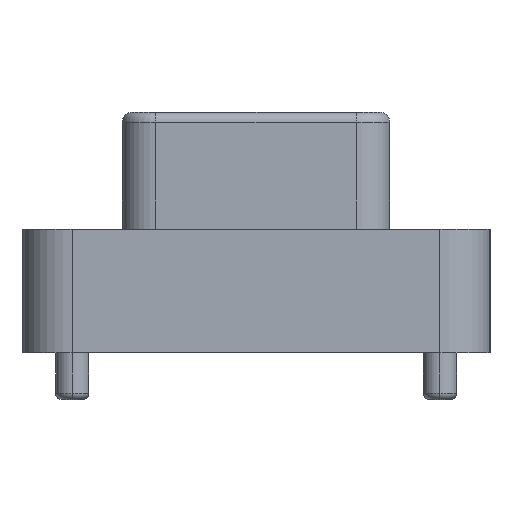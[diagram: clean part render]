
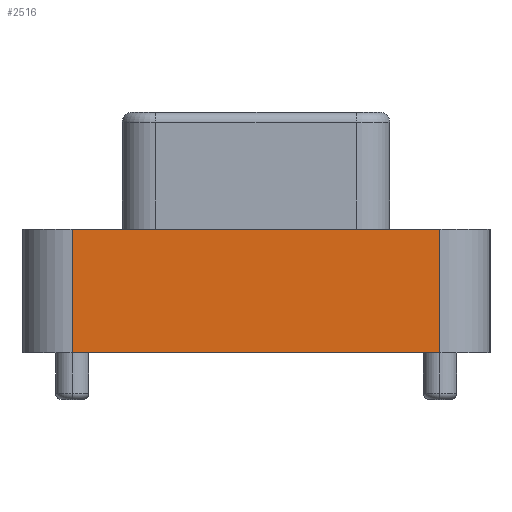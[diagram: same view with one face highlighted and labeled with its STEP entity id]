
A CAD part, left-side view. The second image highlights one B-rep face of the part: STEP entity #2516.
In plain terms, the highlighted planar face has unit normal (-1, 0, 0).
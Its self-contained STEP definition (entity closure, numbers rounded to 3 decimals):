
#206=DIRECTION('',(0.,1.,0.));
#207=VECTOR('',#206,11.);
#208=CARTESIAN_POINT('',(-41.5,-5.5,0.));
#209=LINE('',#208,#207);
#781=DIRECTION('',(0.,0.,1.));
#782=VECTOR('',#781,3.7);
#783=CARTESIAN_POINT('',(-41.5,-5.5,-3.7));
#784=LINE('',#783,#782);
#785=DIRECTION('',(0.,0.,1.));
#786=VECTOR('',#785,3.7);
#787=CARTESIAN_POINT('',(-41.5,5.5,-3.7));
#788=LINE('',#787,#786);
#871=DIRECTION('',(0.,1.,0.));
#872=VECTOR('',#871,11.);
#873=CARTESIAN_POINT('',(-41.5,-5.5,-3.7));
#874=LINE('',#873,#872);
#1273=CARTESIAN_POINT('',(-41.5,-5.5,0.));
#1275=VERTEX_POINT('',#1273);
#1279=CARTESIAN_POINT('',(-41.5,-5.5,-3.7));
#1280=VERTEX_POINT('',#1279);
#1282=CARTESIAN_POINT('',(-41.5,5.5,0.));
#1284=VERTEX_POINT('',#1282);
#1285=CARTESIAN_POINT('',(-41.5,5.5,-3.7));
#1286=VERTEX_POINT('',#1285);
#2504=CARTESIAN_POINT('',(-41.5,-7.,0.));
#2505=DIRECTION('',(-1.,0.,0.));
#2506=DIRECTION('',(0.,1.,0.));
#2507=AXIS2_PLACEMENT_3D('',#2504,#2505,#2506);
#2508=PLANE('',#2507);
#2509=ORIENTED_EDGE('',*,*,#2415,.F.);
#2511=ORIENTED_EDGE('',*,*,#2510,.T.);
#2512=ORIENTED_EDGE('',*,*,#2496,.T.);
#2513=ORIENTED_EDGE('',*,*,#1579,.F.);
#2514=EDGE_LOOP('',(#2509,#2511,#2512,#2513));
#2515=FACE_OUTER_BOUND('',#2514,.F.);
#2516=ADVANCED_FACE('',(#2515),#2508,.T.);
#1579=EDGE_CURVE('',#1275,#1284,#209,.T.);
#2415=EDGE_CURVE('',#1280,#1275,#784,.T.);
#2496=EDGE_CURVE('',#1286,#1284,#788,.T.);
#2510=EDGE_CURVE('',#1280,#1286,#874,.T.);
